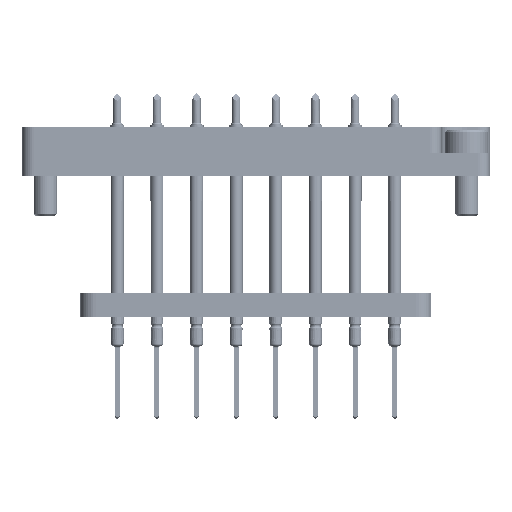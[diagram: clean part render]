
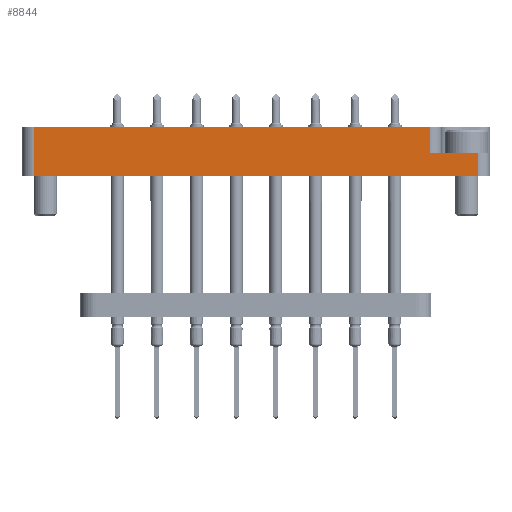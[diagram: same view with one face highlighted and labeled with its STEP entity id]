
A CAD part, left-side view. The second image highlights one B-rep face of the part: STEP entity #8844.
In plain terms, the highlighted face is planar.
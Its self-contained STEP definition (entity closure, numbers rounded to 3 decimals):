
#138 = CARTESIAN_POINT ( 'NONE',  ( -30., 6.35, 14.35 ) ) ;
#997 = CARTESIAN_POINT ( 'NONE',  ( 28.5, 2.95, 14.35 ) ) ;
#1224 = VECTOR ( 'NONE', #7374, 1000. ) ;
#1300 = EDGE_CURVE ( 'NONE', #11900, #5239, #4793, .T. ) ;
#2409 = DIRECTION ( 'NONE',  ( 1., 0., 0. ) ) ;
#4403 = EDGE_CURVE ( 'NONE', #20027, #5239, #10985, .T. ) ;
#4700 = VECTOR ( 'NONE', #2409, 1000. ) ;
#4793 = LINE ( 'NONE', #13326, #20439 ) ;
#5239 = VERTEX_POINT ( 'NONE', #5960 ) ;
#5917 = DIRECTION ( 'NONE',  ( -1., 0., 0. ) ) ;
#5960 = CARTESIAN_POINT ( 'NONE',  ( -28.5, 0., 14.35 ) ) ;
#6369 = CARTESIAN_POINT ( 'NONE',  ( 22.25, 6.35, 14.35 ) ) ;
#6434 = CARTESIAN_POINT ( 'NONE',  ( 28.5, 0., 14.35 ) ) ;
#7374 = DIRECTION ( 'NONE',  ( -1., 0., 0. ) ) ;
#7489 = VERTEX_POINT ( 'NONE', #13722 ) ;
#7510 = DIRECTION ( 'NONE',  ( 0., 1., 0. ) ) ;
#7651 = ORIENTED_EDGE ( 'NONE', *, *, #4403, .F. ) ;
#7679 = CARTESIAN_POINT ( 'NONE',  ( 30., 0., 14.35 ) ) ;
#8029 = EDGE_CURVE ( 'NONE', #11900, #8675, #13028, .T. ) ;
#8139 = VECTOR ( 'NONE', #19484, 1000. ) ;
#8182 = ORIENTED_EDGE ( 'NONE', *, *, #14034, .T. ) ;
#8330 = DIRECTION ( 'NONE',  ( 0., -1., 0. ) ) ;
#8675 = VERTEX_POINT ( 'NONE', #6369 ) ;
#8844 = ADVANCED_FACE ( 'NONE', ( #15383 ), #15492, .F. ) ;
#8934 = EDGE_CURVE ( 'NONE', #10807, #7489, #18677, .T. ) ;
#9101 = LINE ( 'NONE', #997, #14567 ) ;
#10626 = CARTESIAN_POINT ( 'NONE',  ( 30., 2.95, 14.35 ) ) ;
#10807 = VERTEX_POINT ( 'NONE', #11933 ) ;
#10985 = LINE ( 'NONE', #7679, #1224 ) ;
#11900 = VERTEX_POINT ( 'NONE', #16041 ) ;
#11933 = CARTESIAN_POINT ( 'NONE',  ( 22.25, 2.95, 14.35 ) ) ;
#12630 = LINE ( 'NONE', #17274, #20340 ) ;
#13028 = LINE ( 'NONE', #138, #8139 ) ;
#13073 = ORIENTED_EDGE ( 'NONE', *, *, #1300, .T. ) ;
#13326 = CARTESIAN_POINT ( 'NONE',  ( -28.5, 0., 14.35 ) ) ;
#13722 = CARTESIAN_POINT ( 'NONE',  ( 28.5, 2.95, 14.35 ) ) ;
#14034 = EDGE_CURVE ( 'NONE', #10807, #8675, #12630, .T. ) ;
#14096 = EDGE_LOOP ( 'NONE', ( #14149, #13073, #7651, #18267, #16940, #8182 ) ) ;
#14106 = CARTESIAN_POINT ( 'NONE',  ( -30., 0., 14.35 ) ) ;
#14149 = ORIENTED_EDGE ( 'NONE', *, *, #8029, .F. ) ;
#14295 = EDGE_CURVE ( 'NONE', #20027, #7489, #9101, .T. ) ;
#14567 = VECTOR ( 'NONE', #7510, 1000. ) ;
#15383 = FACE_OUTER_BOUND ( 'NONE', #14096, .T. ) ;
#15492 = PLANE ( 'NONE',  #20324 ) ;
#15599 = DIRECTION ( 'NONE',  ( 0., 0., -1. ) ) ;
#16041 = CARTESIAN_POINT ( 'NONE',  ( -28.5, 6.35, 14.35 ) ) ;
#16940 = ORIENTED_EDGE ( 'NONE', *, *, #8934, .F. ) ;
#17274 = CARTESIAN_POINT ( 'NONE',  ( 22.25, 0., 14.35 ) ) ;
#18267 = ORIENTED_EDGE ( 'NONE', *, *, #14295, .T. ) ;
#18658 = DIRECTION ( 'NONE',  ( 0., 1., 0. ) ) ;
#18677 = LINE ( 'NONE', #10626, #4700 ) ;
#19484 = DIRECTION ( 'NONE',  ( 1., 0., 0. ) ) ;
#20027 = VERTEX_POINT ( 'NONE', #6434 ) ;
#20324 = AXIS2_PLACEMENT_3D ( 'NONE', #14106, #15599, #5917 ) ;
#20340 = VECTOR ( 'NONE', #18658, 1000. ) ;
#20439 = VECTOR ( 'NONE', #8330, 1000. ) ;
